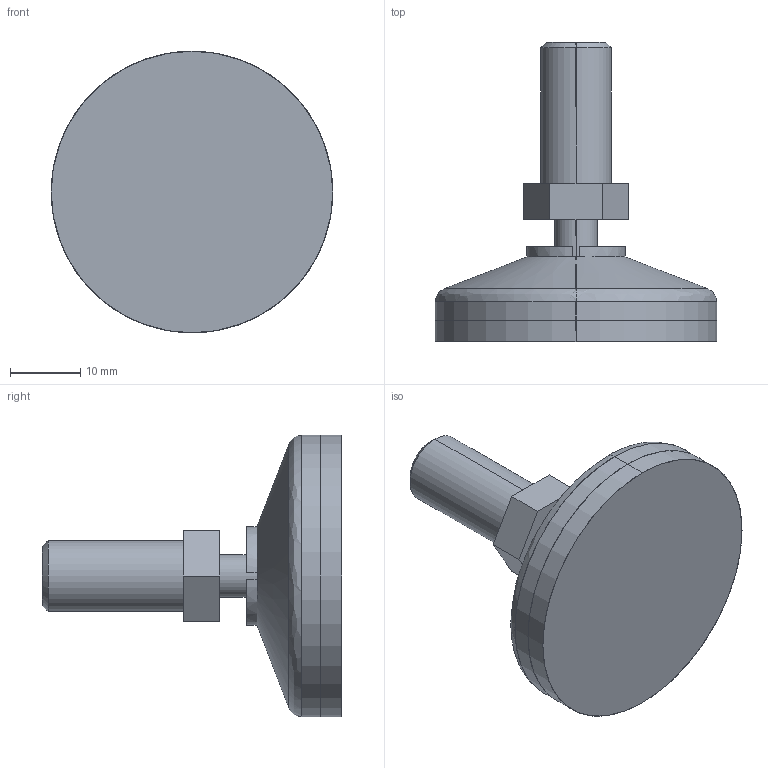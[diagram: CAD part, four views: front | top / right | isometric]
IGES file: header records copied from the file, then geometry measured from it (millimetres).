
Start section: SolidWorks IGES file using analytic representation for surfaces
Global section: file name: KC-162-3.IGS,15; native system: HSolidWorks 2007; preprocessor: SolidWorks 2007; author: nhaneda; date: 091009.160409; units: millimetre
Bounding box: 40 x 42.5 x 40 mm (x, y, z)
Surface area: 7789.5 mm2 (no closed solid volume)
Topology: 0 solids, 0 shells, 48 faces, 674 edges, 674 vertices
Faces by surface type: bspline 28, revolution 20
